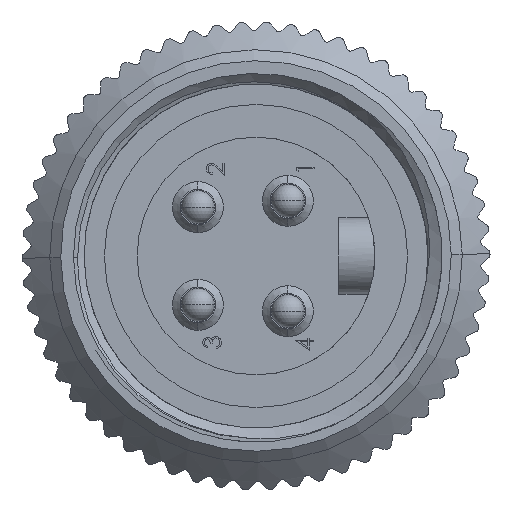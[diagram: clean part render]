
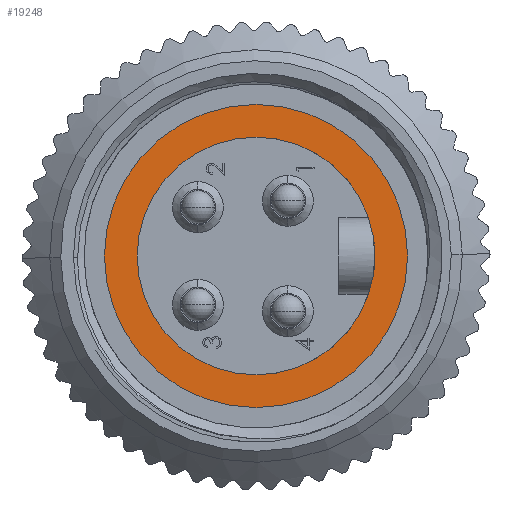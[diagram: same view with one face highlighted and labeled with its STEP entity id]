
A CAD part, left-side view. The second image highlights one B-rep face of the part: STEP entity #19248.
In plain terms, the highlighted planar face has unit normal (-1, 0, 0).
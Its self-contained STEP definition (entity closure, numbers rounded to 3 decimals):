
#1615 = CARTESIAN_POINT ( 'NONE',  ( -9.525, 0., -9.068 ) ) ;
#2380 = DIRECTION ( 'NONE',  ( -1., 0., 0. ) ) ;
#2988 = AXIS2_PLACEMENT_3D ( 'NONE', #30450, #8913, #34103 ) ;
#6661 = EDGE_LOOP ( 'NONE', ( #22477, #23466 ) ) ;
#7749 = DIRECTION ( 'NONE',  ( -1., 0., 0. ) ) ;
#8913 = DIRECTION ( 'NONE',  ( -1., 0., 0. ) ) ;
#9297 = CARTESIAN_POINT ( 'NONE',  ( -9.525, 0., 0. ) ) ;
#9423 = EDGE_LOOP ( 'NONE', ( #30330, #39403 ) ) ;
#9807 = EDGE_CURVE ( 'NONE', #37037, #28227, #34155, .T. ) ;
#9897 = AXIS2_PLACEMENT_3D ( 'NONE', #29285, #7749, #32911 ) ;
#9904 = CARTESIAN_POINT ( 'NONE',  ( -9.525, 0., -7.112 ) ) ;
#12878 = DIRECTION ( 'NONE',  ( 0., 0., 1. ) ) ;
#15546 = CIRCLE ( 'NONE', #2988, 7.112 ) ;
#17205 = CARTESIAN_POINT ( 'NONE',  ( -9.525, 0., 7.112 ) ) ;
#19248 = ADVANCED_FACE ( 'NONE', ( #34345, #44980 ), #27539, .F. ) ;
#20463 = CARTESIAN_POINT ( 'NONE',  ( -9.525, 7.112, 0. ) ) ;
#21374 = EDGE_CURVE ( 'NONE', #41704, #33255, #22115, .T. ) ;
#22115 = CIRCLE ( 'NONE', #25096, 7.112 ) ;
#22448 = EDGE_CURVE ( 'NONE', #33255, #41704, #15546, .T. ) ;
#22477 = ORIENTED_EDGE ( 'NONE', *, *, #9807, .T. ) ;
#23466 = ORIENTED_EDGE ( 'NONE', *, *, #34171, .T. ) ;
#23981 = CARTESIAN_POINT ( 'NONE',  ( -9.525, 0., 0. ) ) ;
#24064 = DIRECTION ( 'NONE',  ( 0., 0., -1. ) ) ;
#25096 = AXIS2_PLACEMENT_3D ( 'NONE', #9297, #34492, #12878 ) ;
#27539 = PLANE ( 'NONE',  #41550 ) ;
#27612 = DIRECTION ( 'NONE',  ( 0., 0., 1. ) ) ;
#28227 = VERTEX_POINT ( 'NONE', #1615 ) ;
#29285 = CARTESIAN_POINT ( 'NONE',  ( -9.525, 0., 0. ) ) ;
#30330 = ORIENTED_EDGE ( 'NONE', *, *, #21374, .F. ) ;
#30450 = CARTESIAN_POINT ( 'NONE',  ( -9.525, 0., 0. ) ) ;
#30725 = CARTESIAN_POINT ( 'NONE',  ( -9.525, 0., 9.068 ) ) ;
#30872 = CIRCLE ( 'NONE', #46223, 9.068 ) ;
#32911 = DIRECTION ( 'NONE',  ( 0., 0., 1. ) ) ;
#33255 = VERTEX_POINT ( 'NONE', #9904 ) ;
#34103 = DIRECTION ( 'NONE',  ( 0., 0., 1. ) ) ;
#34155 = CIRCLE ( 'NONE', #9897, 9.068 ) ;
#34171 = EDGE_CURVE ( 'NONE', #28227, #37037, #30872, .T. ) ;
#34345 = FACE_BOUND ( 'NONE', #9423, .T. ) ;
#34492 = DIRECTION ( 'NONE',  ( -1., 0., 0. ) ) ;
#37037 = VERTEX_POINT ( 'NONE', #30725 ) ;
#39403 = ORIENTED_EDGE ( 'NONE', *, *, #22448, .F. ) ;
#41550 = AXIS2_PLACEMENT_3D ( 'NONE', #20463, #45571, #24064 ) ;
#41704 = VERTEX_POINT ( 'NONE', #17205 ) ;
#44980 = FACE_OUTER_BOUND ( 'NONE', #6661, .T. ) ;
#45571 = DIRECTION ( 'NONE',  ( 1., 0., 0. ) ) ;
#46223 = AXIS2_PLACEMENT_3D ( 'NONE', #23981, #2380, #27612 ) ;
